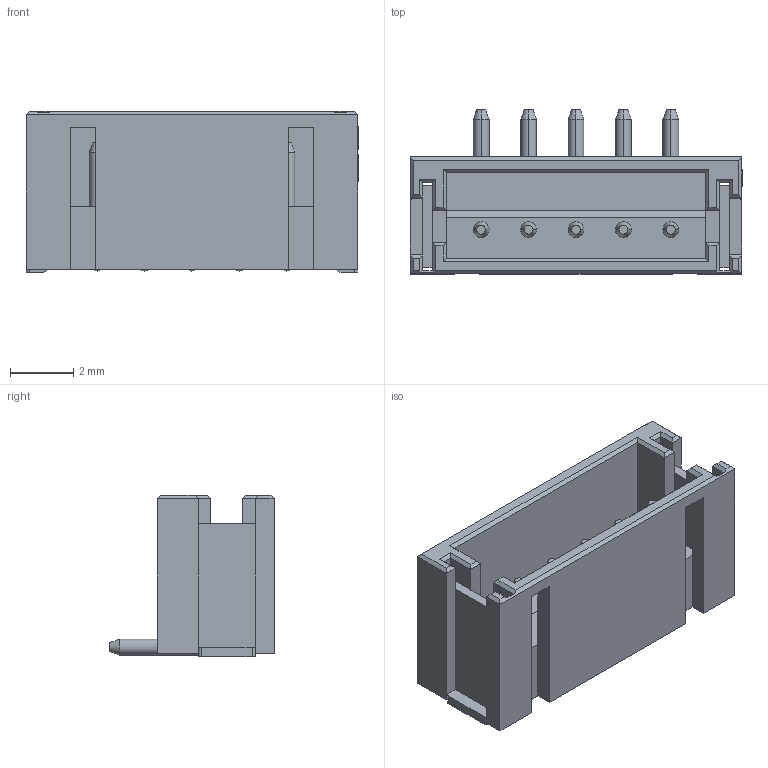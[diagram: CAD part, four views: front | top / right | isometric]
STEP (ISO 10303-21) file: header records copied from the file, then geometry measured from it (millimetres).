
FILE_DESCRIPTION (( 'STEP AP214' ), '1' );
FILE_NAME ('CONN-SMD_B5B-ZR-SM4-TFT.step', '2022-08-01T06:02:24', ( '' ), ( '' ), 'SwSTEP 2.0', 'SolidWorks 2020', '' );
FILE_SCHEMA (( 'AUTOMOTIVE_DESIGN' ));
Length unit declared in the file: millimetre
Products named in the file (1): CONN-SMD_B5B-ZR-SM4-TFT
Bounding box: 10.5 x 5.2 x 5.1 mm (x, y, z)
Volume: 106.7 mm3; surface area: 417.3 mm2
Topology: 16 solids, 16 shells, 502 faces, 1305 edges, 848 vertices
Faces by surface type: plane 324, bspline 112, cylinder 36, cone 20, torus 10
Entity records: 22088 total; most frequent: CARTESIAN_POINT 4760, ORIENTED_EDGE 2610, DIRECTION 1971, EDGE_CURVE 1305, VECTOR 965, LINE 965, VERTEX_POINT 848, EDGE_LOOP 531
